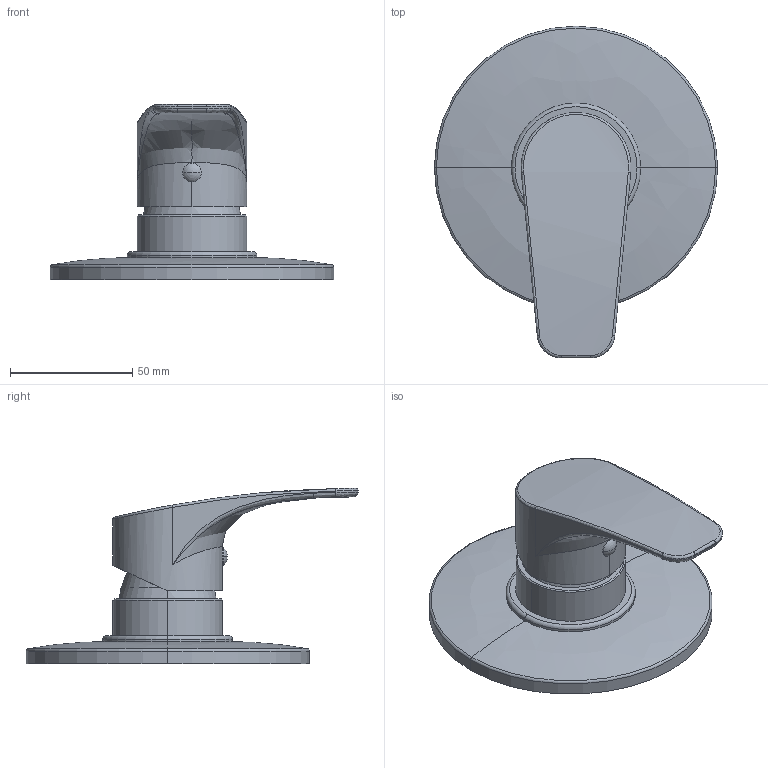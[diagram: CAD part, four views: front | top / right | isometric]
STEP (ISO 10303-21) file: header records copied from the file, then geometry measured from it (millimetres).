
FILE_DESCRIPTION((''),'2;1');
FILE_NAME('LM010CR','2021-05-04T10:12:46',('ut3'),('PAFFONI SpA'),'CREO PARAMETRIC BY PTC INC, 2020044','CREO PARAMETRIC BY PTC INC, 2020044','');
FILE_SCHEMA(('CONFIG_CONTROL_DESIGN','SHAPE_APPEARANCE_LAYERS_GROUPS'));
Length unit declared in the file: millimetre
Products named in the file (1): LM010CR
Bounding box: 116 x 135.95 x 71.8 mm (x, y, z)
Volume: 68189.3 mm3; surface area: 65706.2 mm2
Topology: 2 solids, 3 shells, 638 faces, 1750 edges, 1091 vertices
Faces by surface type: plane 309, cylinder 188, cone 54, bspline 43, torus 30, sphere 14
Entity records: 29256 total; most frequent: CARTESIAN_POINT 8755, ORIENTED_EDGE 3472, DIRECTION 3317, EDGE_CURVE 1736, AXIS2_PLACEMENT_3D 1169, VERTEX_POINT 1091, VECTOR 979, LINE 979
